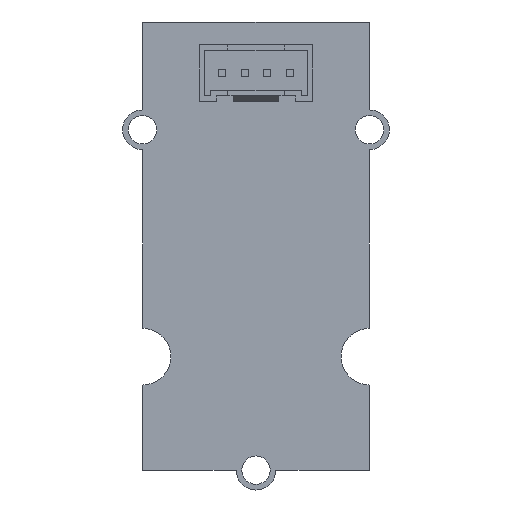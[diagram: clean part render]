
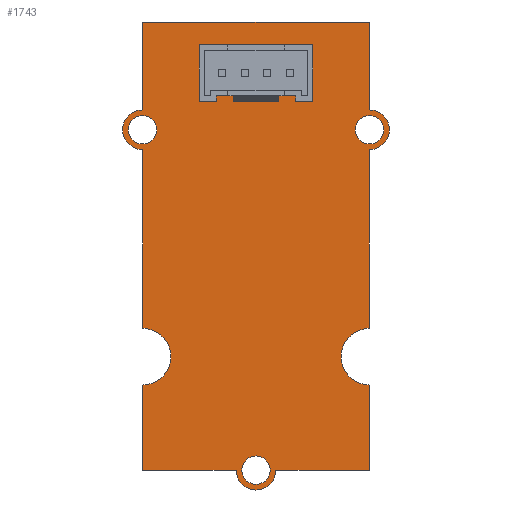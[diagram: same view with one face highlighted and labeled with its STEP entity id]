
A CAD part, front view. The second image highlights one B-rep face of the part: STEP entity #1743.
In plain terms, the highlighted planar face has unit normal (0, -1, 0).
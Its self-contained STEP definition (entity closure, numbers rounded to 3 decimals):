
#63=FACE_BOUND('',#178,.T.);
#64=FACE_BOUND('',#179,.T.);
#65=FACE_BOUND('',#180,.T.);
#66=FACE_BOUND('',#181,.T.);
#73=FACE_OUTER_BOUND('',#177,.T.);
#177=EDGE_LOOP('',(#1197,#1198,#1199,#1200,#1201,#1202,#1203,#1204,#1205,
#1206,#1207,#1208,#1209,#1210));
#178=EDGE_LOOP('',(#1211));
#179=EDGE_LOOP('',(#1212));
#180=EDGE_LOOP('',(#1213));
#181=EDGE_LOOP('',(#1214,#1215,#1216,#1217));
#290=CIRCLE('',#1863,2.5);
#291=CIRCLE('',#1864,1.75);
#292=CIRCLE('',#1865,1.75);
#293=CIRCLE('',#1866,2.5);
#294=CIRCLE('',#1867,1.75);
#295=CIRCLE('',#1868,1.25);
#296=CIRCLE('',#1869,1.25);
#297=CIRCLE('',#1870,1.25);
#329=LINE('',#2508,#553);
#330=LINE('',#2512,#554);
#331=LINE('',#2516,#555);
#332=LINE('',#2518,#556);
#333=LINE('',#2520,#557);
#334=LINE('',#2524,#558);
#335=LINE('',#2528,#559);
#336=LINE('',#2530,#560);
#337=LINE('',#2533,#561);
#338=LINE('',#2542,#562);
#339=LINE('',#2544,#563);
#340=LINE('',#2546,#564);
#341=LINE('',#2547,#565);
#553=VECTOR('',#2020,10.);
#554=VECTOR('',#2023,10.);
#555=VECTOR('',#2026,10.);
#556=VECTOR('',#2027,10.);
#557=VECTOR('',#2028,10.);
#558=VECTOR('',#2031,10.);
#559=VECTOR('',#2034,10.);
#560=VECTOR('',#2035,10.);
#561=VECTOR('',#2038,10.);
#562=VECTOR('',#2045,1000.);
#563=VECTOR('',#2046,1000.);
#564=VECTOR('',#2047,1000.);
#565=VECTOR('',#2048,1000.);
#786=VERTEX_POINT('',#2506);
#787=VERTEX_POINT('',#2507);
#788=VERTEX_POINT('',#2509);
#789=VERTEX_POINT('',#2511);
#790=VERTEX_POINT('',#2513);
#791=VERTEX_POINT('',#2515);
#792=VERTEX_POINT('',#2517);
#793=VERTEX_POINT('',#2519);
#794=VERTEX_POINT('',#2521);
#795=VERTEX_POINT('',#2523);
#796=VERTEX_POINT('',#2525);
#797=VERTEX_POINT('',#2527);
#798=VERTEX_POINT('',#2529);
#799=VERTEX_POINT('',#2531);
#800=VERTEX_POINT('',#2534);
#801=VERTEX_POINT('',#2536);
#802=VERTEX_POINT('',#2538);
#803=VERTEX_POINT('',#2540);
#804=VERTEX_POINT('',#2541);
#805=VERTEX_POINT('',#2543);
#806=VERTEX_POINT('',#2545);
#950=EDGE_CURVE('',#786,#787,#329,.T.);
#951=EDGE_CURVE('',#786,#788,#290,.T.);
#952=EDGE_CURVE('',#789,#788,#330,.T.);
#953=EDGE_CURVE('',#790,#789,#291,.T.);
#954=EDGE_CURVE('',#791,#790,#331,.T.);
#955=EDGE_CURVE('',#792,#791,#332,.T.);
#956=EDGE_CURVE('',#793,#792,#333,.T.);
#957=EDGE_CURVE('',#794,#793,#292,.T.);
#958=EDGE_CURVE('',#795,#794,#334,.T.);
#959=EDGE_CURVE('',#795,#796,#293,.T.);
#960=EDGE_CURVE('',#797,#796,#335,.T.);
#961=EDGE_CURVE('',#798,#797,#336,.T.);
#962=EDGE_CURVE('',#799,#798,#294,.T.);
#963=EDGE_CURVE('',#787,#799,#337,.T.);
#964=EDGE_CURVE('',#800,#800,#295,.T.);
#965=EDGE_CURVE('',#801,#801,#296,.T.);
#966=EDGE_CURVE('',#802,#802,#297,.T.);
#967=EDGE_CURVE('',#803,#804,#338,.T.);
#968=EDGE_CURVE('',#805,#803,#339,.T.);
#969=EDGE_CURVE('',#806,#805,#340,.T.);
#970=EDGE_CURVE('',#804,#806,#341,.T.);
#1197=ORIENTED_EDGE('',*,*,#950,.F.);
#1198=ORIENTED_EDGE('',*,*,#951,.T.);
#1199=ORIENTED_EDGE('',*,*,#952,.F.);
#1200=ORIENTED_EDGE('',*,*,#953,.F.);
#1201=ORIENTED_EDGE('',*,*,#954,.F.);
#1202=ORIENTED_EDGE('',*,*,#955,.F.);
#1203=ORIENTED_EDGE('',*,*,#956,.F.);
#1204=ORIENTED_EDGE('',*,*,#957,.F.);
#1205=ORIENTED_EDGE('',*,*,#958,.F.);
#1206=ORIENTED_EDGE('',*,*,#959,.T.);
#1207=ORIENTED_EDGE('',*,*,#960,.F.);
#1208=ORIENTED_EDGE('',*,*,#961,.F.);
#1209=ORIENTED_EDGE('',*,*,#962,.F.);
#1210=ORIENTED_EDGE('',*,*,#963,.F.);
#1211=ORIENTED_EDGE('',*,*,#964,.F.);
#1212=ORIENTED_EDGE('',*,*,#965,.F.);
#1213=ORIENTED_EDGE('',*,*,#966,.F.);
#1214=ORIENTED_EDGE('',*,*,#967,.F.);
#1215=ORIENTED_EDGE('',*,*,#968,.F.);
#1216=ORIENTED_EDGE('',*,*,#969,.F.);
#1217=ORIENTED_EDGE('',*,*,#970,.F.);
#1658=PLANE('',#1862);
#1743=ADVANCED_FACE('',(#73,#63,#64,#65,#66),#1658,.F.);
#1862=AXIS2_PLACEMENT_3D('',#2505,#2018,#2019);
#1863=AXIS2_PLACEMENT_3D('',#2510,#2021,#2022);
#1864=AXIS2_PLACEMENT_3D('',#2514,#2024,#2025);
#1865=AXIS2_PLACEMENT_3D('',#2522,#2029,#2030);
#1866=AXIS2_PLACEMENT_3D('',#2526,#2032,#2033);
#1867=AXIS2_PLACEMENT_3D('',#2532,#2036,#2037);
#1868=AXIS2_PLACEMENT_3D('',#2535,#2039,#2040);
#1869=AXIS2_PLACEMENT_3D('',#2537,#2041,#2042);
#1870=AXIS2_PLACEMENT_3D('',#2539,#2043,#2044);
#2018=DIRECTION('center_axis',(0.,1.,0.));
#2019=DIRECTION('ref_axis',(1.,0.,0.));
#2020=DIRECTION('',(0.,0.,-1.));
#2021=DIRECTION('center_axis',(0.,1.,0.));
#2022=DIRECTION('ref_axis',(0.,0.,
-1.));
#2023=DIRECTION('',(0.,0.,-1.));
#2024=DIRECTION('center_axis',(0.,1.,0.));
#2025=DIRECTION('ref_axis',(0.,0.,
1.));
#2026=DIRECTION('',(0.,0.,-1.));
#2027=DIRECTION('',(1.,0.,0.));
#2028=DIRECTION('',(0.,0.,1.));
#2029=DIRECTION('center_axis',(0.,1.,0.));
#2030=DIRECTION('ref_axis',(0.,0.,
-1.));
#2031=DIRECTION('',(0.,0.,1.));
#2032=DIRECTION('center_axis',(0.,1.,0.));
#2033=DIRECTION('ref_axis',(0.,0.,
1.));
#2034=DIRECTION('',(0.,0.,1.));
#2035=DIRECTION('',(-1.,0.,0.));
#2036=DIRECTION('center_axis',(0.,1.,0.));
#2037=DIRECTION('ref_axis',(1.,0.,0.));
#2038=DIRECTION('',(-1.,0.,0.));
#2039=DIRECTION('center_axis',(0.,-1.,0.));
#2040=DIRECTION('ref_axis',(1.,0.,0.));
#2041=DIRECTION('center_axis',(0.,-1.,0.));
#2042=DIRECTION('ref_axis',(1.,0.,0.));
#2043=DIRECTION('center_axis',(0.,-1.,0.));
#2044=DIRECTION('ref_axis',(1.,0.,0.));
#2045=DIRECTION('',(0.,0.,-1.));
#2046=DIRECTION('',(-1.,0.,0.));
#2047=DIRECTION('',(0.,0.,1.));
#2048=DIRECTION('',(1.,0.,0.));
#2505=CARTESIAN_POINT('Origin',(10.,0.,
-20.625));
#2506=CARTESIAN_POINT('',(20.,0.,-32.));
#2507=CARTESIAN_POINT('',(20.,0.,-39.5));
#2508=CARTESIAN_POINT('',(20.,0.,-32.));
#2509=CARTESIAN_POINT('',(20.,0.,-27.));
#2510=CARTESIAN_POINT('Origin',(20.,0.,-29.5));
#2511=CARTESIAN_POINT('',(20.,0.,-11.25));
#2512=CARTESIAN_POINT('',(20.,0.,-11.25));
#2513=CARTESIAN_POINT('',(20.,0.,-7.75));
#2514=CARTESIAN_POINT('Origin',(20.,0.,-9.5));
#2515=CARTESIAN_POINT('',(20.,0.,0.));
#2516=CARTESIAN_POINT('',(20.,0.,0.));
#2517=CARTESIAN_POINT('',(0.,0.,0.));
#2518=CARTESIAN_POINT('',(0.,0.,0.));
#2519=CARTESIAN_POINT('',(0.,0.,-7.75));
#2520=CARTESIAN_POINT('',(0.,0.,-7.75));
#2521=CARTESIAN_POINT('',(0.,0.,-11.25));
#2522=CARTESIAN_POINT('Origin',(0.,0.,
-9.5));
#2523=CARTESIAN_POINT('',(0.,0.,-27.));
#2524=CARTESIAN_POINT('',(0.,0.,-27.));
#2525=CARTESIAN_POINT('',(0.,0.,-32.));
#2526=CARTESIAN_POINT('Origin',(0.,0.,
-29.5));
#2527=CARTESIAN_POINT('',(0.,0.,-39.5));
#2528=CARTESIAN_POINT('',(0.,0.,-39.5));
#2529=CARTESIAN_POINT('',(8.25,0.,-39.5));
#2530=CARTESIAN_POINT('',(8.25,0.,-39.5));
#2531=CARTESIAN_POINT('',(11.75,0.,-39.5));
#2532=CARTESIAN_POINT('Origin',(10.,0.,
-39.5));
#2533=CARTESIAN_POINT('',(20.,0.,-39.5));
#2534=CARTESIAN_POINT('',(18.75,0.,-9.5));
#2535=CARTESIAN_POINT('Origin',(20.,0.,-9.5));
#2536=CARTESIAN_POINT('',(-1.25,0.,-9.5));
#2537=CARTESIAN_POINT('Origin',(0.,0.,
-9.5));
#2538=CARTESIAN_POINT('',(8.75,0.,-39.5));
#2539=CARTESIAN_POINT('Origin',(10.,0.,
-39.5));
#2540=CARTESIAN_POINT('',(5.,0.,-2.));
#2541=CARTESIAN_POINT('',(5.,0.,-6.5));
#2542=CARTESIAN_POINT('',(5.,0.,-7.));
#2543=CARTESIAN_POINT('',(15.,0.,-2.));
#2544=CARTESIAN_POINT('',(5.,0.,-2.));
#2545=CARTESIAN_POINT('',(15.,0.,-6.5));
#2546=CARTESIAN_POINT('',(15.,0.,-7.));
#2547=CARTESIAN_POINT('',(6.5,0.,-6.5));
